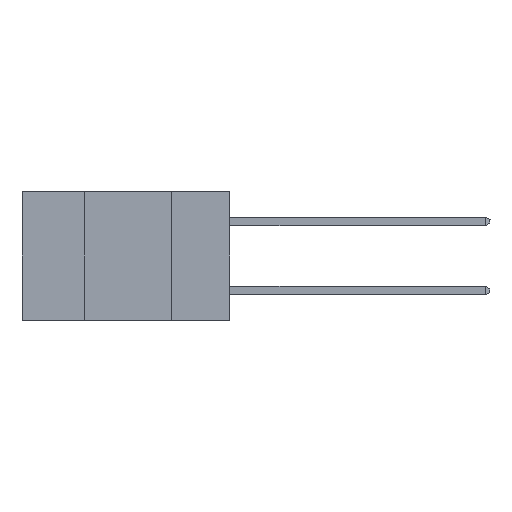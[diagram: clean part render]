
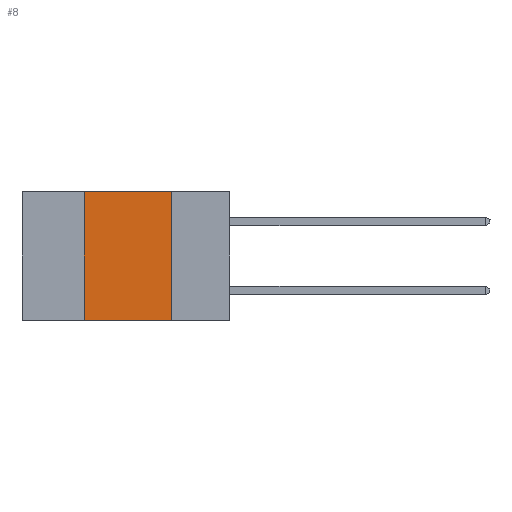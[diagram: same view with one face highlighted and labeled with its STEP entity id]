
A CAD part, left-side view. The second image highlights one B-rep face of the part: STEP entity #8.
In plain terms, the highlighted planar face has unit normal (-1, 0, 0).
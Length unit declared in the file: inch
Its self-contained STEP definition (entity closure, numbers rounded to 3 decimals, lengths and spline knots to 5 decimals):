
#8 = ADVANCED_FACE ( 'NONE', ( #2292 ), #24993, .F. ) ;
#118 = CARTESIAN_POINT ( 'NONE',  ( 0., 0.42, 0. ) ) ;
#1626 = LINE ( 'NONE', #7757, #24432 ) ;
#2017 = LINE ( 'NONE', #2143, #3728 ) ;
#2143 = CARTESIAN_POINT ( 'NONE',  ( 0., 0.6, 0. ) ) ;
#2292 = FACE_OUTER_BOUND ( 'NONE', #9895, .T. ) ;
#3728 = VECTOR ( 'NONE', #6249, 39.37008 ) ;
#3931 = VECTOR ( 'NONE', #11987, 39.37008 ) ;
#4198 = DIRECTION ( 'NONE',  ( 0., -1., 0. ) ) ;
#5518 = VERTEX_POINT ( 'NONE', #118 ) ;
#6249 = DIRECTION ( 'NONE',  ( 0., -1., 0. ) ) ;
#6530 = DIRECTION ( 'NONE',  ( 0., 0., -1. ) ) ;
#7632 = VERTEX_POINT ( 'NONE', #8657 ) ;
#7757 = CARTESIAN_POINT ( 'NONE',  ( 0., 0.6, -0.37 ) ) ;
#8448 = ORIENTED_EDGE ( 'NONE', *, *, #24843, .F. ) ;
#8657 = CARTESIAN_POINT ( 'NONE',  ( 0., 0.17, 0. ) ) ;
#8674 = CARTESIAN_POINT ( 'NONE',  ( 0., 0.17, -0.37 ) ) ;
#8825 = EDGE_CURVE ( 'NONE', #20120, #5518, #13503, .T. ) ;
#9895 = EDGE_LOOP ( 'NONE', ( #14294, #8448, #13357, #26732 ) ) ;
#10630 = DIRECTION ( 'NONE',  ( 1., 0., 0. ) ) ;
#10969 = AXIS2_PLACEMENT_3D ( 'NONE', #14587, #10630, #6530 ) ;
#11448 = CARTESIAN_POINT ( 'NONE',  ( 0., 0.42, -0.37 ) ) ;
#11566 = CARTESIAN_POINT ( 'NONE',  ( 0., 0.17, -0.37 ) ) ;
#11987 = DIRECTION ( 'NONE',  ( 0., 0., 1. ) ) ;
#13357 = ORIENTED_EDGE ( 'NONE', *, *, #8825, .F. ) ;
#13503 = LINE ( 'NONE', #11448, #3931 ) ;
#13923 = EDGE_CURVE ( 'NONE', #20120, #21973, #1626, .T. ) ;
#14294 = ORIENTED_EDGE ( 'NONE', *, *, #24651, .F. ) ;
#14587 = CARTESIAN_POINT ( 'NONE',  ( 0., 0.6, 0. ) ) ;
#19910 = DIRECTION ( 'NONE',  ( 0., 0., -1. ) ) ;
#20120 = VERTEX_POINT ( 'NONE', #21253 ) ;
#21253 = CARTESIAN_POINT ( 'NONE',  ( 0., 0.42, -0.37 ) ) ;
#21973 = VERTEX_POINT ( 'NONE', #8674 ) ;
#22072 = LINE ( 'NONE', #11566, #23348 ) ;
#23348 = VECTOR ( 'NONE', #19910, 39.37008 ) ;
#24432 = VECTOR ( 'NONE', #4198, 39.37008 ) ;
#24651 = EDGE_CURVE ( 'NONE', #7632, #21973, #22072, .T. ) ;
#24843 = EDGE_CURVE ( 'NONE', #5518, #7632, #2017, .T. ) ;
#24993 = PLANE ( 'NONE',  #10969 ) ;
#26732 = ORIENTED_EDGE ( 'NONE', *, *, #13923, .T. ) ;
